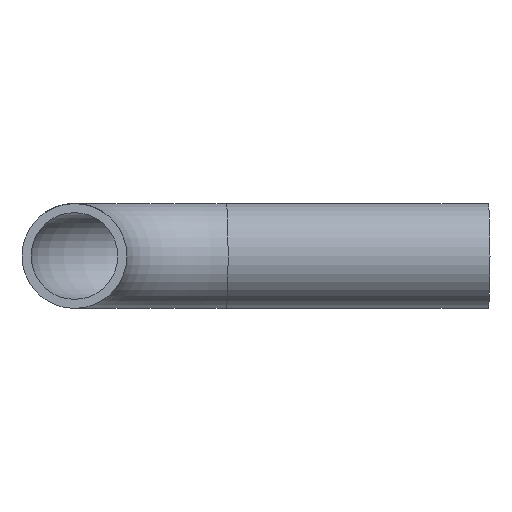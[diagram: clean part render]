
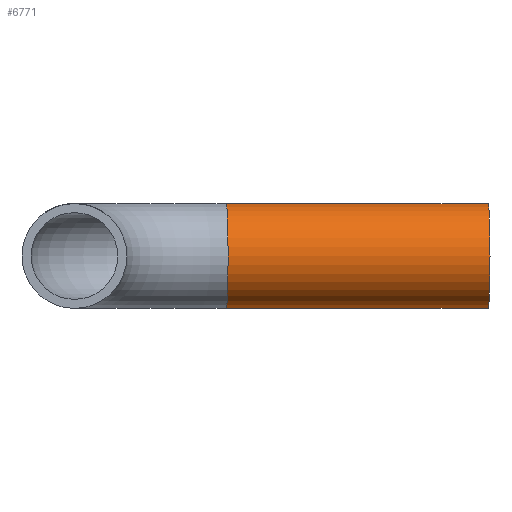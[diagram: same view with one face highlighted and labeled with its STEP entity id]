
A CAD part, front view. The second image highlights one B-rep face of the part: STEP entity #6771.
In plain terms, the highlighted cylindrical face has radius 9.525 mm (diameter 19.05 mm), a full revolution.
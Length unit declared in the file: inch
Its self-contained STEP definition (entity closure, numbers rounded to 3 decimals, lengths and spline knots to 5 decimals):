
#72=FACE_BOUND('',#1199,.T.);
#784=FACE_OUTER_BOUND('',#1198,.T.);
#1198=EDGE_LOOP('',(#6329));
#1199=EDGE_LOOP('',(#6330));
#1322=CIRCLE('',#7071,0.375);
#1323=CIRCLE('',#7073,0.375);
#3312=VERTEX_POINT('',#15814);
#3313=VERTEX_POINT('',#15817);
#4319=EDGE_CURVE('',#3312,#3312,#1322,.T.);
#4320=EDGE_CURVE('',#3313,#3313,#1323,.T.);
#6329=ORIENTED_EDGE('',*,*,#4319,.T.);
#6330=ORIENTED_EDGE('',*,*,#4320,.T.);
#6373=CYLINDRICAL_SURFACE('',#7072,0.375);
#6771=ADVANCED_FACE('',(#784,#72),#6373,.T.);
#7071=AXIS2_PLACEMENT_3D('',#15815,#8111,#8112);
#7072=AXIS2_PLACEMENT_3D('',#15816,#8113,#8114);
#7073=AXIS2_PLACEMENT_3D('',#15818,#8115,#8116);
#8111=DIRECTION('center_axis',(0.999,0.035,0.));
#8112=DIRECTION('ref_axis',(0.035,-0.999,0.));
#8113=DIRECTION('center_axis',(-0.999,-0.035,0.));
#8114=DIRECTION('ref_axis',(0.035,-0.999,0.));
#8115=DIRECTION('center_axis',(-0.999,-0.035,0.));
#8116=DIRECTION('ref_axis',(0.035,-0.999,0.));
#15814=CARTESIAN_POINT('',(-0.05235,1.49909,0.));
#15815=CARTESIAN_POINT('Origin',(-0.03926,1.12431,0.));
#15816=CARTESIAN_POINT('Origin',(1.8346,1.18975,0.));
#15817=CARTESIAN_POINT('',(1.82151,1.56452,0.));
#15818=CARTESIAN_POINT('Origin',(1.8346,1.18975,0.));
